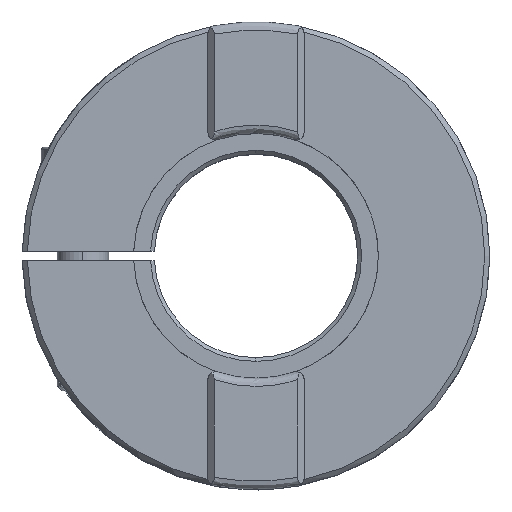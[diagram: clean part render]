
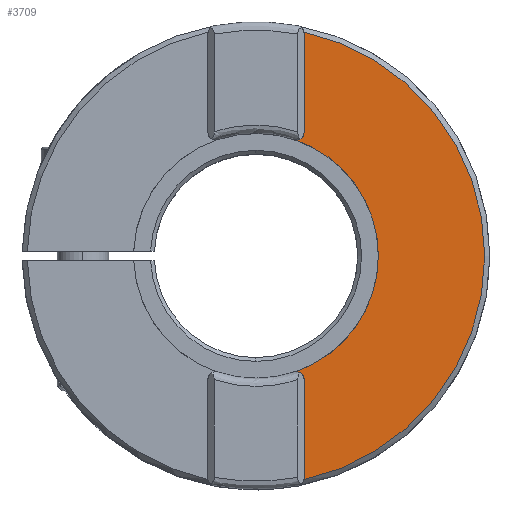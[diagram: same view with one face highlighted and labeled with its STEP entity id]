
A CAD part, top view. The second image highlights one B-rep face of the part: STEP entity #3709.
In plain terms, the highlighted planar face has unit normal (0, 0, 1).
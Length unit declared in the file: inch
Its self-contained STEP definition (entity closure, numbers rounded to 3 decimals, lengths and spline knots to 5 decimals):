
#7 = CARTESIAN_POINT ( 'NONE',  ( 0.29528, -1.37415, 0.98425 ) ) ;
#77 = ORIENTED_EDGE ( 'NONE', *, *, #2126, .T. ) ;
#101 = DIRECTION ( 'NONE',  ( 1., 0., 0. ) ) ;
#237 = AXIS2_PLACEMENT_3D ( 'NONE', #1545, #2583, #1201 ) ;
#246 = DIRECTION ( 'NONE',  ( 0., -1., 0. ) ) ;
#282 = EDGE_CURVE ( 'NONE', #2060, #3609, #1589, .T. ) ;
#294 = CARTESIAN_POINT ( 'NONE',  ( 0.29528, 0., 0.98425 ) ) ;
#317 = DIRECTION ( 'NONE',  ( 1., 0., 0. ) ) ;
#432 = DIRECTION ( 'NONE',  ( 0., 1., 0. ) ) ;
#454 = DIRECTION ( 'NONE',  ( 0., 0., -1. ) ) ;
#474 = CARTESIAN_POINT ( 'NONE',  ( 0.75197, 0., 0.98425 ) ) ;
#515 = EDGE_CURVE ( 'NONE', #3389, #2060, #1802, .T. ) ;
#564 = CIRCLE ( 'NONE', #3143, 1.40551 ) ;
#769 = VECTOR ( 'NONE', #246, 39.37008 ) ;
#820 = ORIENTED_EDGE ( 'NONE', *, *, #282, .T. ) ;
#870 = AXIS2_PLACEMENT_3D ( 'NONE', #3353, #2726, #3294 ) ;
#1037 = VERTEX_POINT ( 'NONE', #1184 ) ;
#1043 = DIRECTION ( 'NONE',  ( 1., 0., 0. ) ) ;
#1184 = CARTESIAN_POINT ( 'NONE',  ( 0.29528, -0.75975, 0.98425 ) ) ;
#1201 = DIRECTION ( 'NONE',  ( 1., 0., 0. ) ) ;
#1244 = CARTESIAN_POINT ( 'NONE',  ( 0., 0., 0.98425 ) ) ;
#1317 = CARTESIAN_POINT ( 'NONE',  ( 0., 0., 0.98425 ) ) ;
#1329 = ORIENTED_EDGE ( 'NONE', *, *, #2121, .F. ) ;
#1384 = CIRCLE ( 'NONE', #2525, 0.75197 ) ;
#1452 = CARTESIAN_POINT ( 'NONE',  ( 0.23337, 0.71484, 0.98425 ) ) ;
#1545 = CARTESIAN_POINT ( 'NONE',  ( 0.24803, -0.75975, 0.98425 ) ) ;
#1589 = CIRCLE ( 'NONE', #870, 0.04724 ) ;
#1652 = ORIENTED_EDGE ( 'NONE', *, *, #3293, .T. ) ;
#1701 = VERTEX_POINT ( 'NONE', #2729 ) ;
#1750 = DIRECTION ( 'NONE',  ( 0., -1., 0. ) ) ;
#1802 = LINE ( 'NONE', #294, #2491 ) ;
#1840 = FACE_OUTER_BOUND ( 'NONE', #3245, .T. ) ;
#1923 = CIRCLE ( 'NONE', #237, 0.04724 ) ;
#2010 = AXIS2_PLACEMENT_3D ( 'NONE', #3612, #454, #1043 ) ;
#2060 = VERTEX_POINT ( 'NONE', #2226 ) ;
#2099 = ORIENTED_EDGE ( 'NONE', *, *, #3177, .T. ) ;
#2121 = EDGE_CURVE ( 'NONE', #3389, #3544, #564, .T. ) ;
#2126 = EDGE_CURVE ( 'NONE', #3609, #2147, #3632, .T. ) ;
#2147 = VERTEX_POINT ( 'NONE', #474 ) ;
#2226 = CARTESIAN_POINT ( 'NONE',  ( 0.29528, 0.75975, 0.98425 ) ) ;
#2368 = PLANE ( 'NONE',  #3631 ) ;
#2462 = DIRECTION ( 'NONE',  ( 0., 0., -1. ) ) ;
#2491 = VECTOR ( 'NONE', #1750, 39.37008 ) ;
#2525 = AXIS2_PLACEMENT_3D ( 'NONE', #3482, #3465, #317 ) ;
#2561 = EDGE_CURVE ( 'NONE', #1037, #3544, #3410, .T. ) ;
#2583 = DIRECTION ( 'NONE',  ( 0., 0., -1. ) ) ;
#2655 = ORIENTED_EDGE ( 'NONE', *, *, #2561, .T. ) ;
#2726 = DIRECTION ( 'NONE',  ( 0., 0., -1. ) ) ;
#2729 = CARTESIAN_POINT ( 'NONE',  ( 0.23337, -0.71484, 0.98425 ) ) ;
#2827 = CARTESIAN_POINT ( 'NONE',  ( 0.29528, 0., 0.98425 ) ) ;
#3143 = AXIS2_PLACEMENT_3D ( 'NONE', #1317, #2462, #432 ) ;
#3177 = EDGE_CURVE ( 'NONE', #2147, #1701, #1384, .T. ) ;
#3193 = DIRECTION ( 'NONE',  ( 0., 0., 1. ) ) ;
#3245 = EDGE_LOOP ( 'NONE', ( #2655, #1329, #3488, #820, #77, #2099, #1652 ) ) ;
#3293 = EDGE_CURVE ( 'NONE', #1701, #1037, #1923, .T. ) ;
#3294 = DIRECTION ( 'NONE',  ( 1., 0., 0. ) ) ;
#3353 = CARTESIAN_POINT ( 'NONE',  ( 0.24803, 0.75975, 0.98425 ) ) ;
#3389 = VERTEX_POINT ( 'NONE', #3595 ) ;
#3410 = LINE ( 'NONE', #2827, #769 ) ;
#3465 = DIRECTION ( 'NONE',  ( 0., 0., -1. ) ) ;
#3482 = CARTESIAN_POINT ( 'NONE',  ( 0., 0., 0.98425 ) ) ;
#3488 = ORIENTED_EDGE ( 'NONE', *, *, #515, .T. ) ;
#3544 = VERTEX_POINT ( 'NONE', #7 ) ;
#3595 = CARTESIAN_POINT ( 'NONE',  ( 0.29528, 1.37415, 0.98425 ) ) ;
#3609 = VERTEX_POINT ( 'NONE', #1452 ) ;
#3612 = CARTESIAN_POINT ( 'NONE',  ( 0., 0., 0.98425 ) ) ;
#3631 = AXIS2_PLACEMENT_3D ( 'NONE', #1244, #3193, #101 ) ;
#3632 = CIRCLE ( 'NONE', #2010, 0.75197 ) ;
#3709 = ADVANCED_FACE ( 'NONE', ( #1840 ), #2368, .T. ) ;
